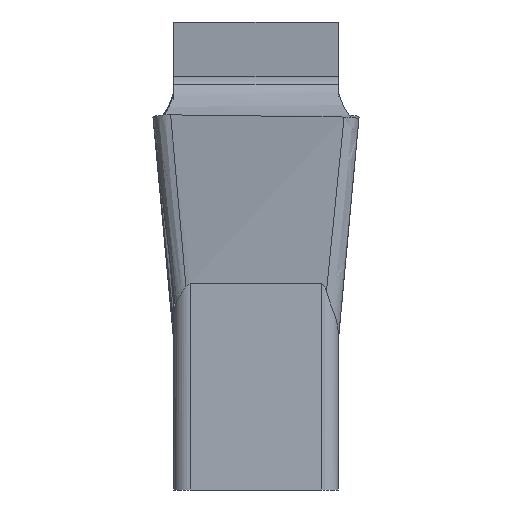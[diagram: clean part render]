
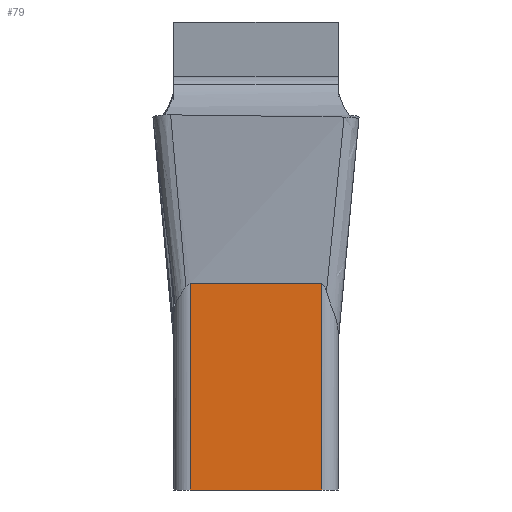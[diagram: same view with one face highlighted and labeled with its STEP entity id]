
A CAD part, front view. The second image highlights one B-rep face of the part: STEP entity #79.
In plain terms, the highlighted planar face has unit normal (0, -1, 0).
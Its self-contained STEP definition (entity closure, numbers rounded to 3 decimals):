
#79=ADVANCED_FACE('SIDE_IB_1_SU3',(#133),#101,.F.);
#101=PLANE('',#746);
#133=FACE_OUTER_BOUND('',#169,.T.);
#169=EDGE_LOOP('',(#413,#414,#415,#416));
#247=LINE('',#2069,#287);
#248=LINE('',#2071,#288);
#250=LINE('',#2077,#290);
#287=VECTOR('',#836,1.);
#288=VECTOR('',#839,1.);
#290=VECTOR('',#847,1.);
#413=ORIENTED_EDGE('',*,*,#656,.F.);
#414=ORIENTED_EDGE('',*,*,#653,.T.);
#415=ORIENTED_EDGE('',*,*,#642,.T.);
#416=ORIENTED_EDGE('',*,*,#652,.T.);
#562=VERTEX_POINT('',#1995);
#563=VERTEX_POINT('',#1999);
#567=VERTEX_POINT('',#2068);
#568=VERTEX_POINT('',#2072);
#642=EDGE_CURVE('',#563,#562,#703,.T.);
#652=EDGE_CURVE('',#562,#567,#247,.T.);
#653=EDGE_CURVE('',#568,#563,#248,.T.);
#656=EDGE_CURVE('',#568,#567,#250,.T.);
#703=(
BOUNDED_CURVE()
B_SPLINE_CURVE(2,(#1996,#1997,#1998),.UNSPECIFIED.,.F.,.F.)
B_SPLINE_CURVE_WITH_KNOTS((3,3),(0.,1.),.UNSPECIFIED.)
CURVE()
GEOMETRIC_REPRESENTATION_ITEM()
RATIONAL_B_SPLINE_CURVE((1.044,1.044,1.044))
REPRESENTATION_ITEM('')
);
#746=AXIS2_PLACEMENT_3D('',#2078,#848,#849);
#836=DIRECTION('',(0.,0.,-1.));
#839=DIRECTION('',(0.,0.,1.));
#847=DIRECTION('',(-1.,0.,0.));
#848=DIRECTION('',(0.,1.,0.));
#849=DIRECTION('',(0.,0.,1.));
#1995=CARTESIAN_POINT('',(-0.8,-9.785,-2.036));
#1996=CARTESIAN_POINT('',(0.8,-9.785,-2.036));
#1997=CARTESIAN_POINT('',(0.,-9.785,-2.036));
#1998=CARTESIAN_POINT('',(-0.8,-9.785,-2.036));
#1999=CARTESIAN_POINT('',(0.8,-9.785,-2.036));
#2068=CARTESIAN_POINT('',(-0.8,-9.785,-4.54));
#2069=CARTESIAN_POINT('',(-0.8,-9.785,-6.04));
#2071=CARTESIAN_POINT('',(0.8,-9.785,-6.04));
#2072=CARTESIAN_POINT('',(0.8,-9.785,-4.54));
#2077=CARTESIAN_POINT('',(-1.2,-9.785,-4.54));
#2078=CARTESIAN_POINT('',(-1.2,-9.785,-6.04));
